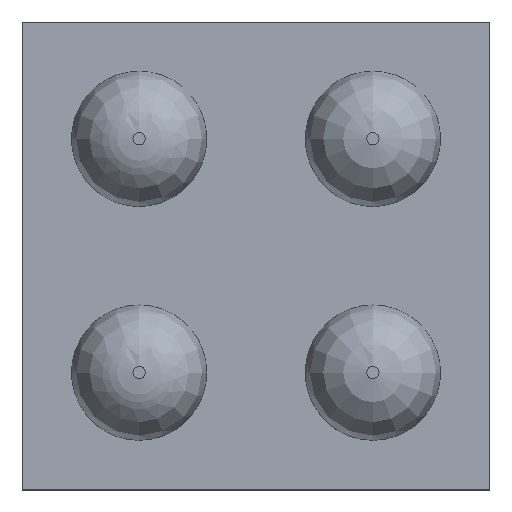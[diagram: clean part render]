
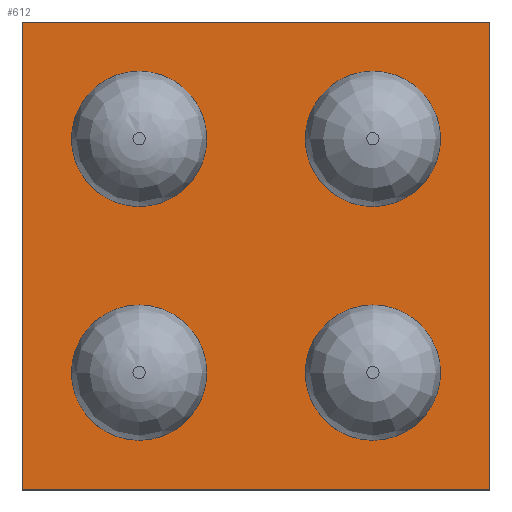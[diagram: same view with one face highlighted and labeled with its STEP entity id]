
A CAD part, top view. The second image highlights one B-rep face of the part: STEP entity #612.
In plain terms, the highlighted planar face has unit normal (0, 0, 1).
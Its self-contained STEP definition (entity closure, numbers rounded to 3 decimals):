
#573=CARTESIAN_POINT('',(0.,0.,0.2));
#574=DIRECTION('',(1.,0.,0.));
#575=DIRECTION('',(0.,0.,1.));
#576=AXIS2_PLACEMENT_3D('',#573,#575,#574);
#577=PLANE('',#576);
#578=CARTESIAN_POINT('',(-0.38,-0.38,0.2));
#579=VERTEX_POINT('',#578);
#580=CARTESIAN_POINT('',(0.38,-0.38,0.2));
#581=VERTEX_POINT('',#580);
#582=CARTESIAN_POINT('',(-0.38,-0.38,0.2));
#583=DIRECTION('',(1.,0.,0.));
#584=VECTOR('',#583,0.76);
#585=LINE('',#582,#584);
#586=EDGE_CURVE('',#579,#581,#585,.T.);
#587=ORIENTED_EDGE('',*,*,#586,.T.);
#588=CARTESIAN_POINT('',(0.38,0.38,0.2));
#589=VERTEX_POINT('',#588);
#590=CARTESIAN_POINT('',(0.38,-0.38,0.2));
#591=DIRECTION('',(0.,1.,0.));
#592=VECTOR('',#591,0.76);
#593=LINE('',#590,#592);
#594=EDGE_CURVE('',#581,#589,#593,.T.);
#595=ORIENTED_EDGE('',*,*,#594,.T.);
#596=CARTESIAN_POINT('',(-0.38,0.38,0.2));
#597=VERTEX_POINT('',#596);
#598=CARTESIAN_POINT('',(0.38,0.38,0.2));
#599=DIRECTION('',(-1.,0.,0.));
#600=VECTOR('',#599,0.76);
#601=LINE('',#598,#600);
#602=EDGE_CURVE('',#589,#597,#601,.T.);
#603=ORIENTED_EDGE('',*,*,#602,.T.);
#604=CARTESIAN_POINT('',(-0.38,0.38,0.2));
#605=DIRECTION('',(0.,-1.,0.));
#606=VECTOR('',#605,0.76);
#607=LINE('',#604,#606);
#608=EDGE_CURVE('',#597,#579,#607,.T.);
#609=ORIENTED_EDGE('',*,*,#608,.T.);
#610=EDGE_LOOP('',(#587,#595,#603,#609));
#611=FACE_OUTER_BOUND('',#610,.T.);
#612=ADVANCED_FACE('',(#611),#577,.T.);
